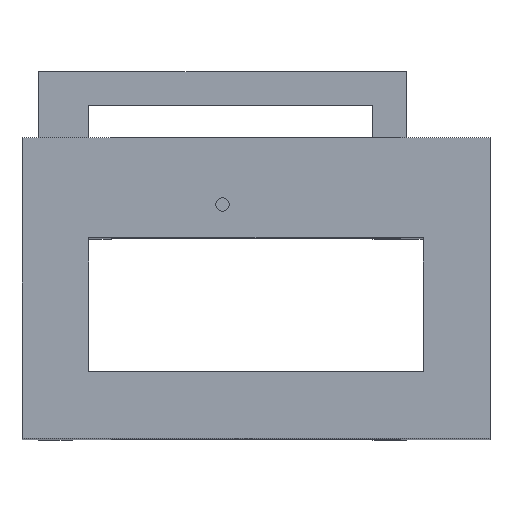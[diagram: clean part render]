
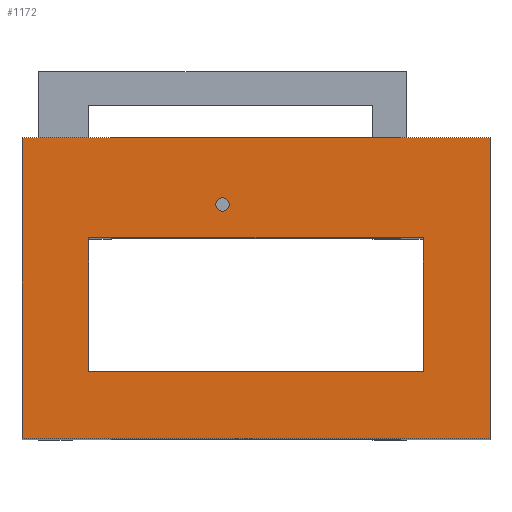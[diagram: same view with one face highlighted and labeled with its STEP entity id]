
A CAD part, top view. The second image highlights one B-rep face of the part: STEP entity #1172.
In plain terms, the highlighted planar face has unit normal (0, 0, 1).
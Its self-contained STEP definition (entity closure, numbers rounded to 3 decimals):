
#28 = ORIENTED_EDGE ( 'NONE', *, *, #1032, .T. ) ;
#32 = CIRCLE ( 'NONE', #1801, 1. ) ;
#41 = AXIS2_PLACEMENT_3D ( 'NONE', #1376, #1347, #1855 ) ;
#71 = LINE ( 'NONE', #739, #537 ) ;
#84 = EDGE_LOOP ( 'NONE', ( #1786, #1202, #316, #999 ) ) ;
#94 = LINE ( 'NONE', #116, #399 ) ;
#116 = CARTESIAN_POINT ( 'NONE',  ( -35., 5., 58.5 ) ) ;
#137 = LINE ( 'NONE', #844, #783 ) ;
#155 = VERTEX_POINT ( 'NONE', #975 ) ;
#160 = VERTEX_POINT ( 'NONE', #1342 ) ;
#166 = CARTESIAN_POINT ( 'NONE',  ( -35., 0., 58.5 ) ) ;
#170 = CARTESIAN_POINT ( 'NONE',  ( 25., 30., 58.5 ) ) ;
#190 = VERTEX_POINT ( 'NONE', #354 ) ;
#240 = CARTESIAN_POINT ( 'NONE',  ( -35., 5., 58.5 ) ) ;
#241 = EDGE_CURVE ( 'NONE', #155, #1502, #32, .T. ) ;
#294 = CARTESIAN_POINT ( 'NONE',  ( -25., 30., 58.5 ) ) ;
#305 = VERTEX_POINT ( 'NONE', #2029 ) ;
#316 = ORIENTED_EDGE ( 'NONE', *, *, #500, .F. ) ;
#354 = CARTESIAN_POINT ( 'NONE',  ( 35., 45., 58.5 ) ) ;
#399 = VECTOR ( 'NONE', #782, 1000. ) ;
#420 = EDGE_CURVE ( 'NONE', #1615, #1858, #1911, .T. ) ;
#435 = CARTESIAN_POINT ( 'NONE',  ( -25., 30., 58.5 ) ) ;
#500 = EDGE_CURVE ( 'NONE', #305, #190, #137, .T. ) ;
#537 = VECTOR ( 'NONE', #1908, 1000. ) ;
#543 = ORIENTED_EDGE ( 'NONE', *, *, #241, .T. ) ;
#556 = EDGE_CURVE ( 'NONE', #190, #683, #1308, .T. ) ;
#558 = DIRECTION ( 'NONE',  ( -1., 0., 0. ) ) ;
#560 = VERTEX_POINT ( 'NONE', #801 ) ;
#613 = EDGE_CURVE ( 'NONE', #1615, #1068, #71, .T. ) ;
#656 = CARTESIAN_POINT ( 'NONE',  ( -25., 10., 58.5 ) ) ;
#663 = DIRECTION ( 'NONE',  ( 1., 0., 0. ) ) ;
#683 = VERTEX_POINT ( 'NONE', #1584 ) ;
#737 = FACE_BOUND ( 'NONE', #1120, .T. ) ;
#739 = CARTESIAN_POINT ( 'NONE',  ( -25., 30., 58.5 ) ) ;
#782 = DIRECTION ( 'NONE',  ( 0., -1., 0. ) ) ;
#783 = VECTOR ( 'NONE', #663, 1000. ) ;
#801 = CARTESIAN_POINT ( 'NONE',  ( -35., 0., 58.5 ) ) ;
#809 = CIRCLE ( 'NONE', #41, 1. ) ;
#830 = DIRECTION ( 'NONE',  ( 0., -1., 0. ) ) ;
#837 = LINE ( 'NONE', #656, #922 ) ;
#844 = CARTESIAN_POINT ( 'NONE',  ( 35., 45., 58.5 ) ) ;
#856 = LINE ( 'NONE', #166, #2005 ) ;
#885 = CARTESIAN_POINT ( 'NONE',  ( -4., 35., 58.5 ) ) ;
#909 = DIRECTION ( 'NONE',  ( 0., 0., -1. ) ) ;
#913 = AXIS2_PLACEMENT_3D ( 'NONE', #240, #909, #1105 ) ;
#922 = VECTOR ( 'NONE', #1015, 1000. ) ;
#975 = CARTESIAN_POINT ( 'NONE',  ( -6., 35., 58.5 ) ) ;
#999 = ORIENTED_EDGE ( 'NONE', *, *, #1285, .T. ) ;
#1015 = DIRECTION ( 'NONE',  ( 1., 0., 0. ) ) ;
#1027 = CARTESIAN_POINT ( 'NONE',  ( -5., 35., 58.5 ) ) ;
#1032 = EDGE_CURVE ( 'NONE', #1858, #160, #1481, .T. ) ;
#1043 = CARTESIAN_POINT ( 'NONE',  ( 25., 30., 58.5 ) ) ;
#1044 = DIRECTION ( 'NONE',  ( 0., 0., -1. ) ) ;
#1061 = ORIENTED_EDGE ( 'NONE', *, *, #1878, .T. ) ;
#1068 = VERTEX_POINT ( 'NONE', #1204 ) ;
#1091 = EDGE_LOOP ( 'NONE', ( #543, #1061 ) ) ;
#1105 = DIRECTION ( 'NONE',  ( -1., 0., 0. ) ) ;
#1120 = EDGE_LOOP ( 'NONE', ( #1546, #1984, #1563, #28 ) ) ;
#1162 = VECTOR ( 'NONE', #1452, 1000. ) ;
#1172 = ADVANCED_FACE ( 'NONE', ( #737, #1221, #2033 ), #1717, .F. ) ;
#1202 = ORIENTED_EDGE ( 'NONE', *, *, #556, .F. ) ;
#1204 = CARTESIAN_POINT ( 'NONE',  ( -25., 10., 58.5 ) ) ;
#1221 = FACE_BOUND ( 'NONE', #1091, .T. ) ;
#1285 = EDGE_CURVE ( 'NONE', #305, #560, #94, .T. ) ;
#1308 = LINE ( 'NONE', #1970, #1440 ) ;
#1342 = CARTESIAN_POINT ( 'NONE',  ( 25., 10., 58.5 ) ) ;
#1347 = DIRECTION ( 'NONE',  ( 0., 0., -1. ) ) ;
#1375 = EDGE_CURVE ( 'NONE', #1068, #160, #837, .T. ) ;
#1376 = CARTESIAN_POINT ( 'NONE',  ( -5., 35., 58.5 ) ) ;
#1387 = EDGE_CURVE ( 'NONE', #560, #683, #856, .T. ) ;
#1395 = VECTOR ( 'NONE', #830, 1000. ) ;
#1440 = VECTOR ( 'NONE', #1828, 1000. ) ;
#1452 = DIRECTION ( 'NONE',  ( 1., 0., 0. ) ) ;
#1477 = DIRECTION ( 'NONE',  ( 1., 0., 0. ) ) ;
#1481 = LINE ( 'NONE', #170, #1395 ) ;
#1502 = VERTEX_POINT ( 'NONE', #885 ) ;
#1546 = ORIENTED_EDGE ( 'NONE', *, *, #1375, .F. ) ;
#1563 = ORIENTED_EDGE ( 'NONE', *, *, #420, .T. ) ;
#1584 = CARTESIAN_POINT ( 'NONE',  ( 35., 0., 58.5 ) ) ;
#1615 = VERTEX_POINT ( 'NONE', #294 ) ;
#1717 = PLANE ( 'NONE',  #913 ) ;
#1786 = ORIENTED_EDGE ( 'NONE', *, *, #1387, .T. ) ;
#1801 = AXIS2_PLACEMENT_3D ( 'NONE', #1027, #1044, #558 ) ;
#1828 = DIRECTION ( 'NONE',  ( 0., -1., 0. ) ) ;
#1855 = DIRECTION ( 'NONE',  ( -1., 0., 0. ) ) ;
#1858 = VERTEX_POINT ( 'NONE', #1043 ) ;
#1878 = EDGE_CURVE ( 'NONE', #1502, #155, #809, .T. ) ;
#1908 = DIRECTION ( 'NONE',  ( 0., -1., 0. ) ) ;
#1911 = LINE ( 'NONE', #435, #1162 ) ;
#1970 = CARTESIAN_POINT ( 'NONE',  ( 35., 5., 58.5 ) ) ;
#1984 = ORIENTED_EDGE ( 'NONE', *, *, #613, .F. ) ;
#2005 = VECTOR ( 'NONE', #1477, 1000. ) ;
#2029 = CARTESIAN_POINT ( 'NONE',  ( -35., 45., 58.5 ) ) ;
#2033 = FACE_OUTER_BOUND ( 'NONE', #84, .T. ) ;
